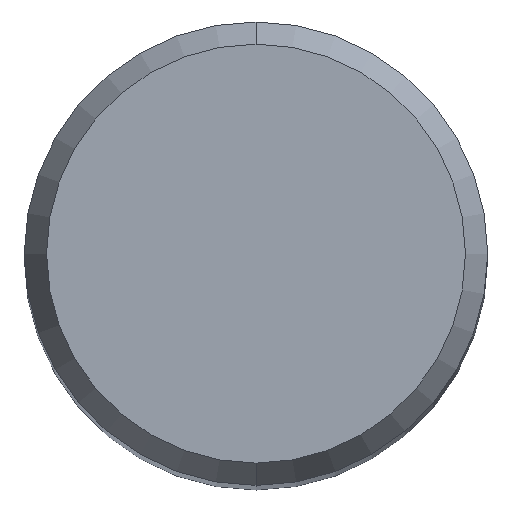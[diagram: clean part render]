
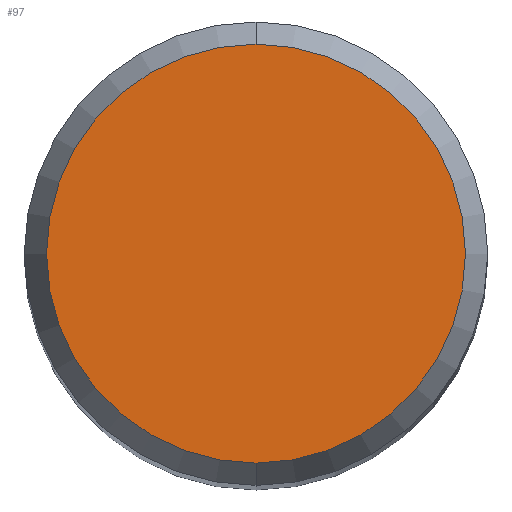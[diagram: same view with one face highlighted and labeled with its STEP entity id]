
A CAD part, top view. The second image highlights one B-rep face of the part: STEP entity #97.
In plain terms, the highlighted planar face has unit normal (0, 0, 1).
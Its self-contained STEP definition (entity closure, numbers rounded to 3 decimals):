
#97=ADVANCED_FACE('',(#227),#228,.T.);
#107=EDGE_CURVE('',#171,#181,#242,.T.);
#159=EDGE_CURVE('',#181,#171,#299,.T.);
#171=VERTEX_POINT('',#311);
#181=VERTEX_POINT('',#322);
#227=FACE_OUTER_BOUND('',#359,.T.);
#228=PLANE('',#360);
#242=CIRCLE('',#375,2.158);
#299=CIRCLE('',#448,2.158);
#311=CARTESIAN_POINT('',(0.,-2.158,0.01));
#322=CARTESIAN_POINT('',(0.0,2.158,0.01));
#359=EDGE_LOOP('',(#527,#528));
#360=AXIS2_PLACEMENT_3D('',#529,#530,#531);
#375=AXIS2_PLACEMENT_3D('',#562,#563,#564);
#448=AXIS2_PLACEMENT_3D('',#632,#633,#634);
#527=ORIENTED_EDGE('',*,*,#159,.F.);
#528=ORIENTED_EDGE('',*,*,#107,.F.);
#529=CARTESIAN_POINT('',(0.0,1.079,0.01));
#530=DIRECTION('',(-0.0,0.0,1.0));
#531=DIRECTION('',(0.0,-1.0,0.0));
#562=CARTESIAN_POINT('',(0.0,0.0,0.01));
#563=DIRECTION('',(0.0,0.0,-1.0));
#564=DIRECTION('',(0.0,1.0,0.0));
#632=CARTESIAN_POINT('',(0.0,0.0,0.01));
#633=DIRECTION('',(0.0,0.0,-1.0));
#634=DIRECTION('',(0.0,1.0,0.0));
